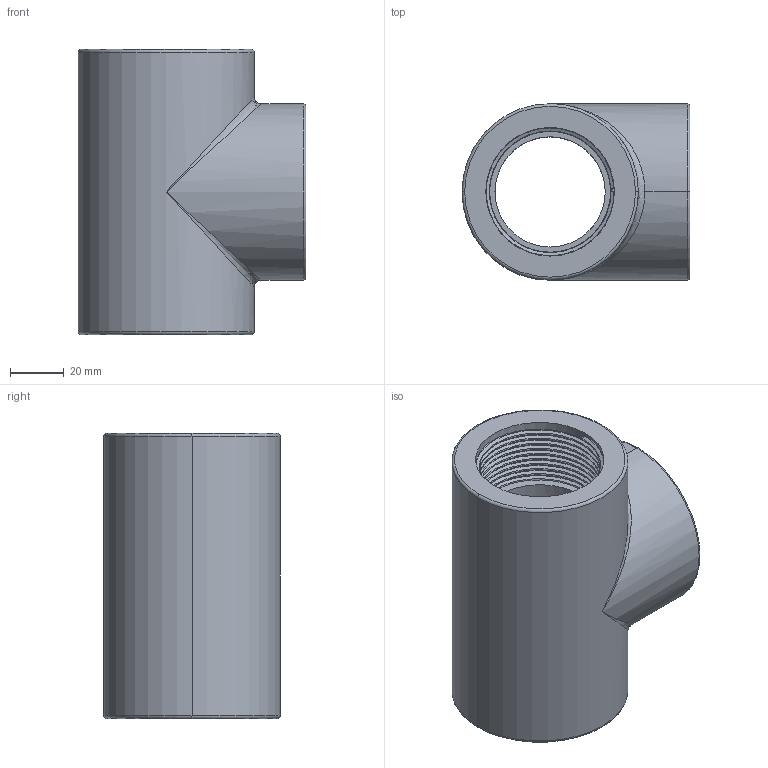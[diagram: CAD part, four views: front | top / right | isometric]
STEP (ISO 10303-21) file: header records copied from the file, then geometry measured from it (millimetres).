
FILE_DESCRIPTION (( 'STEP AP203' ), '1' );
FILE_NAME ('00240_1111.STEP', '2017-05-15T14:53:15', ( '' ), ( '' ), 'SwSTEP 2.0', 'SolidWorks 2011', '' );
FILE_SCHEMA (( 'CONFIG_CONTROL_DESIGN' ));
Length unit declared in the file: millimetre
Products named in the file (1): 00240_1111
Bounding box: 84.75 x 65.5 x 106 mm (x, y, z)
Volume: 223771.3 mm3; surface area: 55162.4 mm2
Topology: 1 solids, 1 shells, 122 faces, 346 edges, 217 vertices
Faces by surface type: cylinder 74, torus 17, bspline 17, cone 8, plane 6
Entity records: 18804 total; most frequent: CARTESIAN_POINT 16176, ORIENTED_EDGE 670, DIRECTION 411, EDGE_CURVE 335, VERTEX_POINT 217, AXIS2_PLACEMENT_3D 165, EDGE_LOOP 128, FACE_OUTER_BOUND 122
